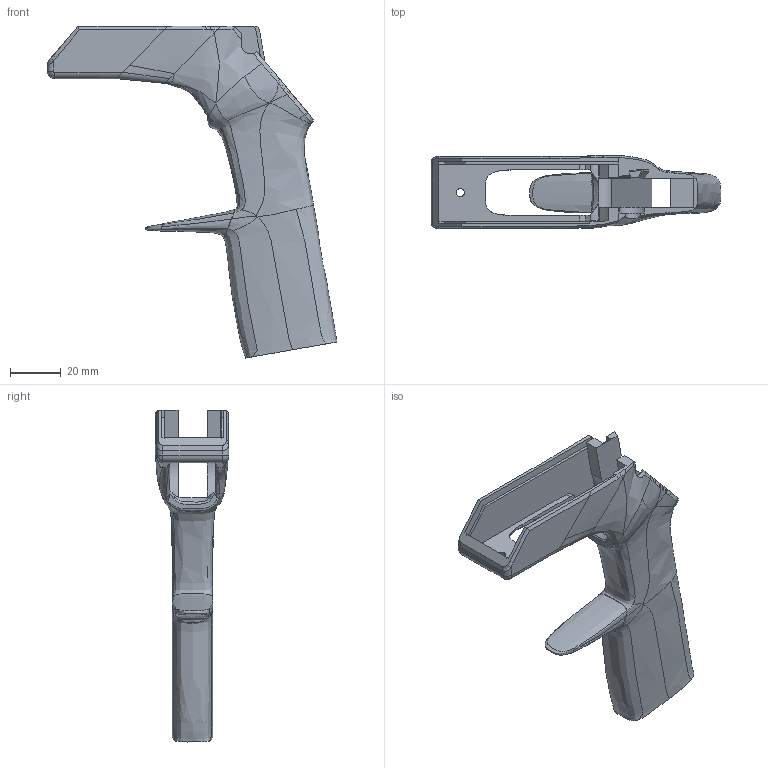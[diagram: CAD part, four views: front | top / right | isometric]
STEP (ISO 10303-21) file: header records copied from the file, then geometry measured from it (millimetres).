
FILE_DESCRIPTION(/* description */ (''),/* implementation_level */ '2;1');
FILE_NAME(/* name */ 'gehäuse unten.step',/* time_stamp */ '2021-12-01T20:34:57+01:00',/* author */ (''),/* organization */ (''),/* preprocessor_version */ 'ST-DEVELOPER v18.1',/* originating_system */ 'Autodesk Translation Framework v10.10.0.1391',/* authorisation */ '');
FILE_SCHEMA (('AUTOMOTIVE_DESIGN { 1 0 10303 214 3 1 1 }','TECHNICAL_DATA_PACKAGING'));
Length unit declared in the file: millimetre
Products named in the file (1): gehäuse unten
Bounding box: 114.36 x 28.99 x 130.99 mm (x, y, z)
Volume: 42156.6 mm3; surface area: 30427.1 mm2
Topology: 3 solids, 3 shells, 330 faces, 906 edges, 585 vertices
Faces by surface type: bspline 184, plane 127, cylinder 19
Full cylindrical faces by diameter (mm): 3 x2, 3.3 x1
Entity records: 25272 total; most frequent: CARTESIAN_POINT 18336, ORIENTED_EDGE 1806, EDGE_CURVE 903, DIRECTION 779, VERTEX_POINT 585, B_SPLINE_CURVE_WITH_KNOTS 459, LINE 385, VECTOR 385
